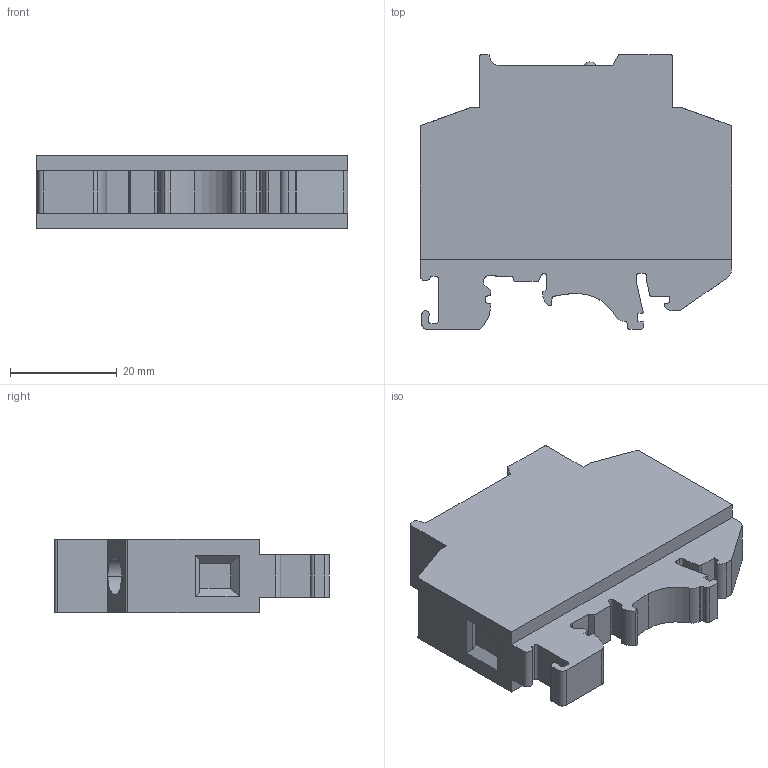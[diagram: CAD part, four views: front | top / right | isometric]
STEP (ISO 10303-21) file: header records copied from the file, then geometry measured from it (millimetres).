
FILE_DESCRIPTION((''),'2;1');
FILE_NAME('1_5RDX','2023-11-07T',('dell'),(''),'PRO/ENGINEER BY PARAMETRIC TECHNOLOGY CORPORATION, 2013230','PRO/ENGINEER BY PARAMETRIC TECHNOLOGY CORPORATION, 2013230','');
FILE_SCHEMA(('AUTOMOTIVE_DESIGN { 1 0 10303 214 1 1 1 1 }'));
Length unit declared in the file: millimetre
Products named in the file (1): 1_5RDX
Bounding box: 58.4 x 51.5 x 13.8 mm (x, y, z)
Volume: 29948.8 mm3; surface area: 8143.4 mm2
Topology: 1 solids, 1 shells, 111 faces, 323 edges, 212 vertices
Faces by surface type: plane 71, cylinder 38, sphere 2
Entity records: 3716 total; most frequent: CARTESIAN_POINT 683, ORIENTED_EDGE 630, DIRECTION 609, EDGE_CURVE 315, VECTOR 235, LINE 235, VERTEX_POINT 209, AXIS2_PLACEMENT_3D 187
